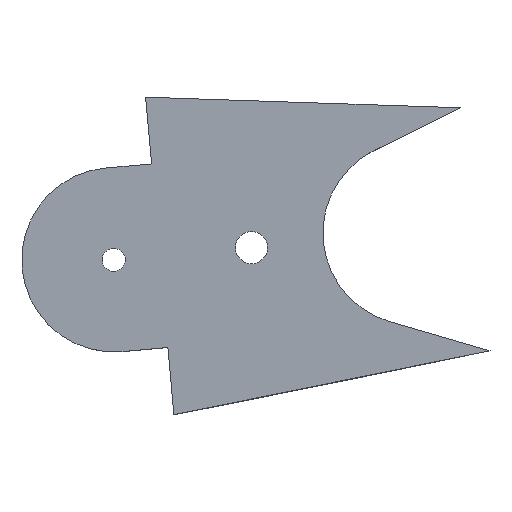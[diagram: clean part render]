
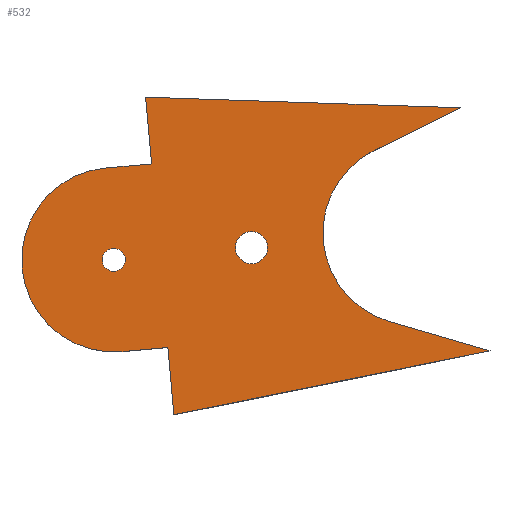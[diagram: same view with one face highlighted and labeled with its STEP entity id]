
A CAD part, top view. The second image highlights one B-rep face of the part: STEP entity #532.
In plain terms, the highlighted planar face has unit normal (0, 0, 1).
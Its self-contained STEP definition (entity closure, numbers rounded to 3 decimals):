
#42=CARTESIAN_POINT('Vertex',(408.693,-19.531,1.5)) ;
#56=CARTESIAN_POINT('Vertex',(409.212,-25.368,1.5)) ;
#59=CARTESIAN_POINT('Line Origine',(408.953,-22.449,1.5)) ;
#82=CARTESIAN_POINT('Vertex',(404.709,-19.885,1.5)) ;
#90=CARTESIAN_POINT('Line Origine',(406.701,-19.708,1.5)) ;
#113=CARTESIAN_POINT('Vertex',(403.291,-3.948,1.5)) ;
#121=CARTESIAN_POINT('Axis2P3D Location',(404.,-11.917,1.5)) ;
#144=CARTESIAN_POINT('Vertex',(407.275,-3.594,1.5)) ;
#152=CARTESIAN_POINT('Line Origine',(405.283,-3.771,1.5)) ;
#170=CARTESIAN_POINT('Vertex',(406.76,2.203,1.5)) ;
#178=CARTESIAN_POINT('Line Origine',(407.018,-0.695,1.5)) ;
#209=CARTESIAN_POINT('Vertex',(434.069,1.284,1.5)) ;
#224=CARTESIAN_POINT('Control Point',(434.069,1.284,1.5)) ;
#225=CARTESIAN_POINT('Control Point',(430.075,1.418,1.5)) ;
#226=CARTESIAN_POINT('Control Point',(426.08,1.553,1.5)) ;
#227=CARTESIAN_POINT('Control Point',(422.086,1.688,1.5)) ;
#228=CARTESIAN_POINT('Control Point',(416.624,1.872,1.5)) ;
#229=CARTESIAN_POINT('Control Point',(411.162,2.055,1.5)) ;
#230=CARTESIAN_POINT('Control Point',(409.695,2.104,1.5)) ;
#231=CARTESIAN_POINT('Control Point',(408.227,2.154,1.5)) ;
#232=CARTESIAN_POINT('Control Point',(406.76,2.203,1.5)) ;
#252=CARTESIAN_POINT('Vertex',(426.595,-2.424,1.5)) ;
#260=CARTESIAN_POINT('Line Origine',(430.332,-0.57,1.5)) ;
#283=CARTESIAN_POINT('Vertex',(427.916,-17.272,1.5)) ;
#291=CARTESIAN_POINT('Axis2P3D Location',(430.151,-9.59,1.5)) ;
#314=CARTESIAN_POINT('Vertex',(436.656,-19.814,1.5)) ;
#322=CARTESIAN_POINT('Line Origine',(432.286,-18.543,1.5)) ;
#353=CARTESIAN_POINT('Control Point',(409.212,-25.368,1.5)) ;
#354=CARTESIAN_POINT('Control Point',(414.707,-24.286,1.5)) ;
#355=CARTESIAN_POINT('Control Point',(420.199,-23.188,1.5)) ;
#356=CARTESIAN_POINT('Control Point',(425.688,-22.077,1.5)) ;
#357=CARTESIAN_POINT('Control Point',(431.173,-20.952,1.5)) ;
#358=CARTESIAN_POINT('Control Point',(436.656,-19.814,1.5)) ;
#378=CARTESIAN_POINT('Vertex',(414.553,-10.853,1.5)) ;
#392=CARTESIAN_POINT('Vertex',(417.353,-10.853,1.5)) ;
#395=CARTESIAN_POINT('Axis2P3D Location',(415.953,-10.853,1.5)) ;
#412=CARTESIAN_POINT('Axis2P3D Location',(415.953,-10.853,1.5)) ;
#435=CARTESIAN_POINT('Vertex',(403.,-11.917,1.5)) ;
#449=CARTESIAN_POINT('Vertex',(405.,-11.917,1.5)) ;
#452=CARTESIAN_POINT('Axis2P3D Location',(404.,-11.917,1.5)) ;
#469=CARTESIAN_POINT('Axis2P3D Location',(404.,-11.917,1.5)) ;
#507=CARTESIAN_POINT('Axis2P3D Location',(0.,0.,1.5)) ;
#61=VECTOR('Line Direction',#60,1.) ;
#92=VECTOR('Line Direction',#91,1.) ;
#154=VECTOR('Line Direction',#153,1.) ;
#180=VECTOR('Line Direction',#179,1.) ;
#262=VECTOR('Line Direction',#261,1.) ;
#324=VECTOR('Line Direction',#323,1.) ;
#60=DIRECTION('Vector Direction',(0.089,-0.996,0.)) ;
#91=DIRECTION('Vector Direction',(-0.996,-0.089,0.)) ;
#122=DIRECTION('Axis2P3D Direction',(0.,0.,-1.)) ;
#153=DIRECTION('Vector Direction',(-0.996,-0.089,0.)) ;
#179=DIRECTION('Vector Direction',(-0.089,0.996,0.)) ;
#261=DIRECTION('Vector Direction',(0.896,0.444,0.)) ;
#292=DIRECTION('Axis2P3D Direction',(0.,0.,-1.)) ;
#323=DIRECTION('Vector Direction',(0.96,-0.279,0.)) ;
#396=DIRECTION('Axis2P3D Direction',(0.,0.,-1.)) ;
#413=DIRECTION('Axis2P3D Direction',(0.,0.,-1.)) ;
#453=DIRECTION('Axis2P3D Direction',(0.,0.,-1.)) ;
#470=DIRECTION('Axis2P3D Direction',(0.,0.,-1.)) ;
#508=DIRECTION('Axis2P3D Direction',(0.,0.,-1.)) ;
#509=DIRECTION('Axis2P3D XDirection',(1.,0.,0.)) ;
#123=AXIS2_PLACEMENT_3D('Circle Axis2P3D',#121,#122,$) ;
#293=AXIS2_PLACEMENT_3D('Circle Axis2P3D',#291,#292,$) ;
#397=AXIS2_PLACEMENT_3D('Circle Axis2P3D',#395,#396,$) ;
#414=AXIS2_PLACEMENT_3D('Circle Axis2P3D',#412,#413,$) ;
#454=AXIS2_PLACEMENT_3D('Circle Axis2P3D',#452,#453,$) ;
#471=AXIS2_PLACEMENT_3D('Circle Axis2P3D',#469,#470,$) ;
#510=AXIS2_PLACEMENT_3D('Plane Axis2P3D',#507,#508,#509) ;
#62=LINE('Line',#59,#61) ;
#93=LINE('Line',#90,#92) ;
#155=LINE('Line',#152,#154) ;
#181=LINE('Line',#178,#180) ;
#263=LINE('Line',#260,#262) ;
#325=LINE('Line',#322,#324) ;
#124=CIRCLE('generated circle',#123,8.) ;
#294=CIRCLE('generated circle',#293,8.) ;
#398=CIRCLE('generated circle',#397,1.4) ;
#415=CIRCLE('generated circle',#414,1.4) ;
#455=CIRCLE('generated circle',#454,1.) ;
#472=CIRCLE('generated circle',#471,1.) ;
#511=PLANE('',#510) ;
#527=FACE_BOUND('',#524,.T.) ;
#531=FACE_BOUND('',#528,.T.) ;
#63=EDGE_CURVE('',#43,#57,#62,.T.) ;
#94=EDGE_CURVE('',#83,#43,#93,.F.) ;
#125=EDGE_CURVE('',#114,#83,#124,.F.) ;
#156=EDGE_CURVE('',#145,#114,#155,.T.) ;
#182=EDGE_CURVE('',#171,#145,#181,.F.) ;
#233=EDGE_CURVE('',#210,#171,#223,.T.) ;
#264=EDGE_CURVE('',#253,#210,#263,.T.) ;
#295=EDGE_CURVE('',#284,#253,#294,.T.) ;
#326=EDGE_CURVE('',#315,#284,#325,.F.) ;
#359=EDGE_CURVE('',#57,#315,#352,.T.) ;
#399=EDGE_CURVE('',#379,#393,#398,.T.) ;
#416=EDGE_CURVE('',#393,#379,#415,.T.) ;
#456=EDGE_CURVE('',#436,#450,#455,.T.) ;
#473=EDGE_CURVE('',#450,#436,#472,.T.) ;
#513=ORIENTED_EDGE('',*,*,#359,.T.) ;
#514=ORIENTED_EDGE('',*,*,#326,.T.) ;
#515=ORIENTED_EDGE('',*,*,#295,.T.) ;
#516=ORIENTED_EDGE('',*,*,#264,.T.) ;
#517=ORIENTED_EDGE('',*,*,#233,.T.) ;
#518=ORIENTED_EDGE('',*,*,#182,.T.) ;
#519=ORIENTED_EDGE('',*,*,#156,.T.) ;
#520=ORIENTED_EDGE('',*,*,#125,.T.) ;
#521=ORIENTED_EDGE('',*,*,#94,.T.) ;
#522=ORIENTED_EDGE('',*,*,#63,.T.) ;
#525=ORIENTED_EDGE('',*,*,#416,.T.) ;
#526=ORIENTED_EDGE('',*,*,#399,.T.) ;
#529=ORIENTED_EDGE('',*,*,#473,.T.) ;
#530=ORIENTED_EDGE('',*,*,#456,.T.) ;
#512=EDGE_LOOP('',(#513,#514,#515,#516,#517,#518,#519,#520,#521,#522)) ;
#524=EDGE_LOOP('',(#525,#526)) ;
#528=EDGE_LOOP('',(#529,#530)) ;
#43=VERTEX_POINT('',#42) ;
#57=VERTEX_POINT('',#56) ;
#83=VERTEX_POINT('',#82) ;
#114=VERTEX_POINT('',#113) ;
#145=VERTEX_POINT('',#144) ;
#171=VERTEX_POINT('',#170) ;
#210=VERTEX_POINT('',#209) ;
#253=VERTEX_POINT('',#252) ;
#284=VERTEX_POINT('',#283) ;
#315=VERTEX_POINT('',#314) ;
#379=VERTEX_POINT('',#378) ;
#393=VERTEX_POINT('',#392) ;
#436=VERTEX_POINT('',#435) ;
#450=VERTEX_POINT('',#449) ;
#532=ADVANCED_FACE('PartBody',(#523,#527,#531),#511,.F.) ;
#223=B_SPLINE_CURVE_WITH_KNOTS('',5,(#224,#225,#226,#227,#228,#229,#230,#231,#232),.UNSPECIFIED.,.F.,.U.,(6,3,6),(85.691,105.667,113.007),.UNSPECIFIED.) ;
#352=B_SPLINE_CURVE_WITH_KNOTS('',5,(#353,#354,#355,#356,#357,#358),.UNSPECIFIED.,.F.,.U.,(6,6),(500420.898,500448.878),.UNSPECIFIED.) ;
#523=FACE_OUTER_BOUND('',#512,.T.) ;
